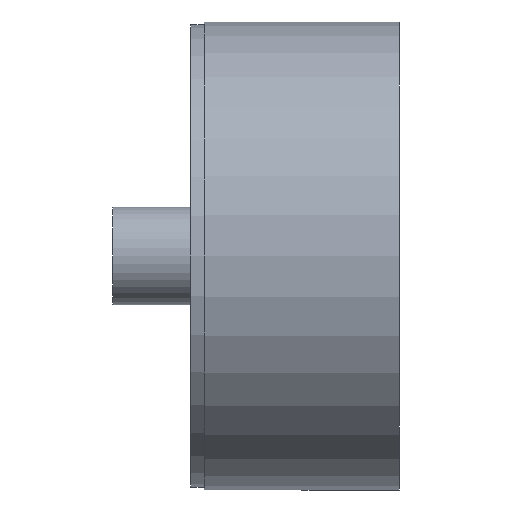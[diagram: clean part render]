
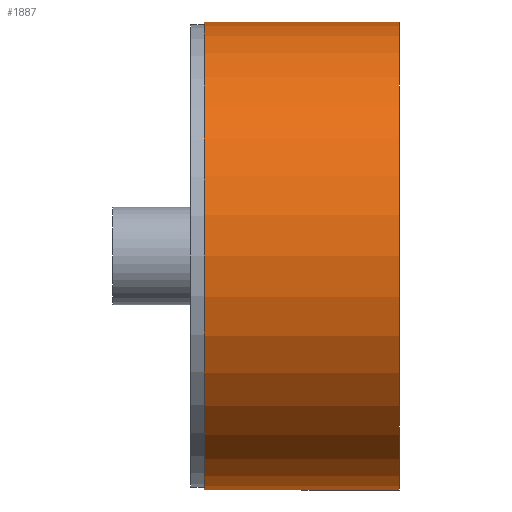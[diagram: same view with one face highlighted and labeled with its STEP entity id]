
A CAD part, left-side view. The second image highlights one B-rep face of the part: STEP entity #1887.
In plain terms, the highlighted cylindrical face has radius 84 mm (diameter 168 mm), a partial arc.
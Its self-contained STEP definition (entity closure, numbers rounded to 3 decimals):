
#5 = CARTESIAN_POINT ( 'NONE',  ( 0., 15., -84. ) ) ;
#14 = CYLINDRICAL_SURFACE ( 'NONE', #2290, 84. ) ;
#130 = VERTEX_POINT ( 'NONE', #5 ) ;
#185 = VERTEX_POINT ( 'NONE', #2026 ) ;
#280 = VECTOR ( 'NONE', #2746, 1000. ) ;
#350 = CARTESIAN_POINT ( 'NONE',  ( 0., -5., 84. ) ) ;
#516 = VERTEX_POINT ( 'NONE', #3522 ) ;
#519 = EDGE_CURVE ( 'NONE', #130, #185, #2585, .T. ) ;
#547 = EDGE_CURVE ( 'NONE', #516, #185, #902, .T. ) ;
#596 = CARTESIAN_POINT ( 'NONE',  ( 0., -5., 0. ) ) ;
#778 = CARTESIAN_POINT ( 'NONE',  ( 0., 15., 0. ) ) ;
#864 = DIRECTION ( 'NONE',  ( 0., 1., 0. ) ) ;
#902 = LINE ( 'NONE', #350, #2467 ) ;
#1314 = ORIENTED_EDGE ( 'NONE', *, *, #547, .T. ) ;
#1358 = DIRECTION ( 'NONE',  ( 0., 1., 0. ) ) ;
#1482 = AXIS2_PLACEMENT_3D ( 'NONE', #2514, #1677, #2251 ) ;
#1610 = VERTEX_POINT ( 'NONE', #2308 ) ;
#1652 = FACE_OUTER_BOUND ( 'NONE', #2559, .T. ) ;
#1677 = DIRECTION ( 'NONE',  ( 0., -1., 0. ) ) ;
#1865 = DIRECTION ( 'NONE',  ( 0., 1., 0. ) ) ;
#1880 = CIRCLE ( 'NONE', #1482, 84. ) ;
#1883 = EDGE_CURVE ( 'NONE', #1610, #130, #3338, .T. ) ;
#1887 = ADVANCED_FACE ( 'NONE', ( #1652 ), #14, .T. ) ;
#2026 = CARTESIAN_POINT ( 'NONE',  ( 0., 15., 84. ) ) ;
#2178 = ORIENTED_EDGE ( 'NONE', *, *, #519, .F. ) ;
#2251 = DIRECTION ( 'NONE',  ( 0., 0., -1. ) ) ;
#2290 = AXIS2_PLACEMENT_3D ( 'NONE', #596, #864, #3023 ) ;
#2308 = CARTESIAN_POINT ( 'NONE',  ( 0., -55., -84. ) ) ;
#2467 = VECTOR ( 'NONE', #1358, 1000. ) ;
#2514 = CARTESIAN_POINT ( 'NONE',  ( 0., -55., 0. ) ) ;
#2559 = EDGE_LOOP ( 'NONE', ( #3370, #3147, #1314, #2178 ) ) ;
#2585 = CIRCLE ( 'NONE', #2697, 84. ) ;
#2697 = AXIS2_PLACEMENT_3D ( 'NONE', #778, #1865, #2966 ) ;
#2746 = DIRECTION ( 'NONE',  ( 0., 1., 0. ) ) ;
#2830 = EDGE_CURVE ( 'NONE', #516, #1610, #1880, .T. ) ;
#2966 = DIRECTION ( 'NONE',  ( 0., 0., 1. ) ) ;
#3023 = DIRECTION ( 'NONE',  ( 0., 0., 1. ) ) ;
#3042 = CARTESIAN_POINT ( 'NONE',  ( 0., -5., -84. ) ) ;
#3147 = ORIENTED_EDGE ( 'NONE', *, *, #2830, .F. ) ;
#3338 = LINE ( 'NONE', #3042, #280 ) ;
#3370 = ORIENTED_EDGE ( 'NONE', *, *, #1883, .F. ) ;
#3522 = CARTESIAN_POINT ( 'NONE',  ( 0., -55., 84. ) ) ;
